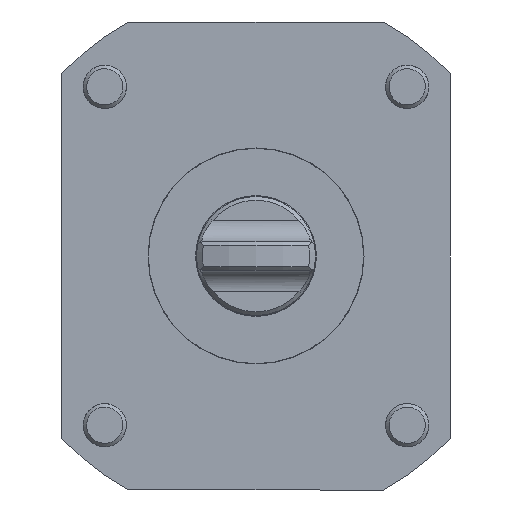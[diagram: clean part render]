
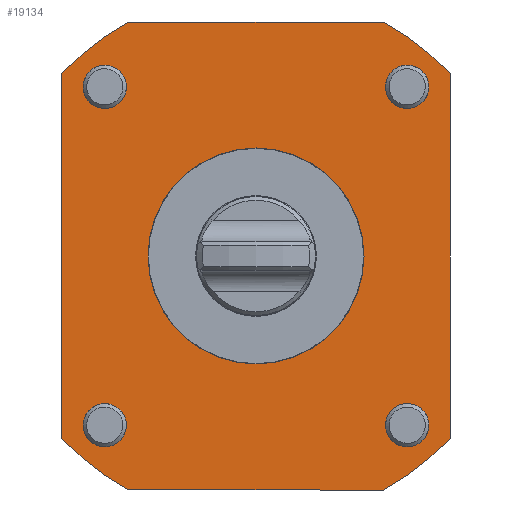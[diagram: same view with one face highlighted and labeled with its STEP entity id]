
A CAD part, front view. The second image highlights one B-rep face of the part: STEP entity #19134.
In plain terms, the highlighted planar face has unit normal (0, -1, 0).
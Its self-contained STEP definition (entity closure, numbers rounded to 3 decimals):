
#121 = VECTOR ( 'NONE', #4387, 1000. ) ;
#298 = DIRECTION ( 'NONE',  ( 0., 0., 1. ) ) ;
#394 = CARTESIAN_POINT ( 'NONE',  ( 0., 0., 65. ) ) ;
#770 = CARTESIAN_POINT ( 'NONE',  ( 35.369, 0., 65. ) ) ;
#929 = AXIS2_PLACEMENT_3D ( 'NONE', #18669, #15828, #9770 ) ;
#935 = CIRCLE ( 'NONE', #4188, 6. ) ;
#974 = DIRECTION ( 'NONE',  ( 0., 0., 1. ) ) ;
#1028 = CARTESIAN_POINT ( 'NONE',  ( -42., 0., -47. ) ) ;
#1207 = CARTESIAN_POINT ( 'NONE',  ( -54., 0., 0. ) ) ;
#1545 = VERTEX_POINT ( 'NONE', #9149 ) ;
#1731 = ORIENTED_EDGE ( 'NONE', *, *, #8272, .T. ) ;
#1836 = EDGE_LOOP ( 'NONE', ( #16558 ) ) ;
#1847 = FACE_BOUND ( 'NONE', #1836, .T. ) ;
#1851 = CARTESIAN_POINT ( 'NONE',  ( 42., 0., 47. ) ) ;
#2016 = CARTESIAN_POINT ( 'NONE',  ( -54., 0., -50.596 ) ) ;
#2109 = AXIS2_PLACEMENT_3D ( 'NONE', #1028, #15010, #16445 ) ;
#2131 = ORIENTED_EDGE ( 'NONE', *, *, #2470, .F. ) ;
#2236 = EDGE_LOOP ( 'NONE', ( #8188 ) ) ;
#2336 = CARTESIAN_POINT ( 'NONE',  ( 0., 0., 0. ) ) ;
#2470 = EDGE_CURVE ( 'NONE', #6597, #6597, #5346, .T. ) ;
#2727 = VERTEX_POINT ( 'NONE', #4060 ) ;
#2809 = EDGE_CURVE ( 'NONE', #8427, #8427, #3407, .T. ) ;
#2920 = CIRCLE ( 'NONE', #16781, 74. ) ;
#3275 = FACE_BOUND ( 'NONE', #4103, .T. ) ;
#3407 = CIRCLE ( 'NONE', #2109, 6. ) ;
#3620 = CARTESIAN_POINT ( 'NONE',  ( 54., 0., 0. ) ) ;
#4060 = CARTESIAN_POINT ( 'NONE',  ( -29.935, 0., 0. ) ) ;
#4103 = EDGE_LOOP ( 'NONE', ( #12913 ) ) ;
#4188 = AXIS2_PLACEMENT_3D ( 'NONE', #15715, #15911, #5277 ) ;
#4243 = EDGE_CURVE ( 'NONE', #13607, #16956, #19901, .T. ) ;
#4387 = DIRECTION ( 'NONE',  ( 0., 0., 1. ) ) ;
#4691 = AXIS2_PLACEMENT_3D ( 'NONE', #1851, #16034, #15927 ) ;
#5127 = DIRECTION ( 'NONE',  ( 0., -1., 0. ) ) ;
#5151 = CARTESIAN_POINT ( 'NONE',  ( -35.369, 0., -65. ) ) ;
#5222 = DIRECTION ( 'NONE',  ( 0., 0., 1. ) ) ;
#5277 = DIRECTION ( 'NONE',  ( 1., 0., 0. ) ) ;
#5297 = EDGE_CURVE ( 'NONE', #13446, #13446, #13381, .T. ) ;
#5326 = CARTESIAN_POINT ( 'NONE',  ( -42., 0., 47. ) ) ;
#5346 = CIRCLE ( 'NONE', #19220, 6. ) ;
#5383 = CARTESIAN_POINT ( 'NONE',  ( 35.369, 0., -65. ) ) ;
#5825 = CARTESIAN_POINT ( 'NONE',  ( -54., 0., 50.596 ) ) ;
#6049 = DIRECTION ( 'NONE',  ( -1., 0., 0. ) ) ;
#6166 = VERTEX_POINT ( 'NONE', #13098 ) ;
#6293 = LINE ( 'NONE', #394, #14989 ) ;
#6319 = FACE_OUTER_BOUND ( 'NONE', #9614, .T. ) ;
#6500 = CARTESIAN_POINT ( 'NONE',  ( -36., 0., -47. ) ) ;
#6597 = VERTEX_POINT ( 'NONE', #6703 ) ;
#6703 = CARTESIAN_POINT ( 'NONE',  ( -36., 0., 47. ) ) ;
#6782 = EDGE_CURVE ( 'NONE', #6166, #19039, #17645, .T. ) ;
#7930 = DIRECTION ( 'NONE',  ( 0., -1., 0. ) ) ;
#8054 = FACE_BOUND ( 'NONE', #9044, .T. ) ;
#8188 = ORIENTED_EDGE ( 'NONE', *, *, #8775, .F. ) ;
#8272 = EDGE_CURVE ( 'NONE', #16956, #1545, #13188, .T. ) ;
#8382 = DIRECTION ( 'NONE',  ( 0., -1., 0. ) ) ;
#8427 = VERTEX_POINT ( 'NONE', #6500 ) ;
#8775 = EDGE_CURVE ( 'NONE', #16313, #16313, #935, .T. ) ;
#8833 = DIRECTION ( 'NONE',  ( 0., -1., 0. ) ) ;
#9044 = EDGE_LOOP ( 'NONE', ( #9998 ) ) ;
#9149 = CARTESIAN_POINT ( 'NONE',  ( 54., 0., -50.596 ) ) ;
#9614 = EDGE_LOOP ( 'NONE', ( #18951, #12122, #15816, #17234, #18034, #18365, #1731, #10400 ) ) ;
#9770 = DIRECTION ( 'NONE',  ( 0., 0., 1. ) ) ;
#9998 = ORIENTED_EDGE ( 'NONE', *, *, #16184, .T. ) ;
#10247 = CIRCLE ( 'NONE', #12467, 29.935 ) ;
#10368 = VERTEX_POINT ( 'NONE', #770 ) ;
#10400 = ORIENTED_EDGE ( 'NONE', *, *, #11933, .T. ) ;
#11224 = DIRECTION ( 'NONE',  ( 0., -1., 0. ) ) ;
#11233 = DIRECTION ( 'NONE',  ( 1., 0., 0. ) ) ;
#11490 = AXIS2_PLACEMENT_3D ( 'NONE', #2336, #8833, #13456 ) ;
#11497 = DIRECTION ( 'NONE',  ( 1., 0., 0. ) ) ;
#11933 = EDGE_CURVE ( 'NONE', #1545, #17206, #18916, .T. ) ;
#12052 = LINE ( 'NONE', #1207, #121 ) ;
#12122 = ORIENTED_EDGE ( 'NONE', *, *, #14414, .F. ) ;
#12204 = CARTESIAN_POINT ( 'NONE',  ( 0., 0., 0. ) ) ;
#12390 = DIRECTION ( 'NONE',  ( 1., 0., 0. ) ) ;
#12467 = AXIS2_PLACEMENT_3D ( 'NONE', #12204, #16667, #6049 ) ;
#12475 = FACE_BOUND ( 'NONE', #16880, .T. ) ;
#12801 = CARTESIAN_POINT ( 'NONE',  ( 0., 0., 0. ) ) ;
#12913 = ORIENTED_EDGE ( 'NONE', *, *, #2809, .F. ) ;
#13098 = CARTESIAN_POINT ( 'NONE',  ( -35.369, 0., 65. ) ) ;
#13188 = CIRCLE ( 'NONE', #13844, 74. ) ;
#13381 = CIRCLE ( 'NONE', #4691, 6. ) ;
#13446 = VERTEX_POINT ( 'NONE', #17833 ) ;
#13456 = DIRECTION ( 'NONE',  ( 0., 0., 1. ) ) ;
#13483 = CARTESIAN_POINT ( 'NONE',  ( 0., 0., 0. ) ) ;
#13607 = VERTEX_POINT ( 'NONE', #5151 ) ;
#13629 = VECTOR ( 'NONE', #974, 1000. ) ;
#13844 = AXIS2_PLACEMENT_3D ( 'NONE', #12801, #5127, #5222 ) ;
#14006 = CARTESIAN_POINT ( 'NONE',  ( 0., 0., -65. ) ) ;
#14154 = CARTESIAN_POINT ( 'NONE',  ( 0., 0., 0. ) ) ;
#14314 = EDGE_CURVE ( 'NONE', #19467, #19039, #12052, .T. ) ;
#14414 = EDGE_CURVE ( 'NONE', #6166, #10368, #6293, .T. ) ;
#14989 = VECTOR ( 'NONE', #11233, 1000. ) ;
#15010 = DIRECTION ( 'NONE',  ( 0., -1., 0. ) ) ;
#15529 = FACE_BOUND ( 'NONE', #2236, .T. ) ;
#15704 = CIRCLE ( 'NONE', #11490, 74. ) ;
#15715 = CARTESIAN_POINT ( 'NONE',  ( 42., 0., -47. ) ) ;
#15782 = VECTOR ( 'NONE', #12390, 1000. ) ;
#15816 = ORIENTED_EDGE ( 'NONE', *, *, #6782, .T. ) ;
#15828 = DIRECTION ( 'NONE',  ( 0., -1., 0. ) ) ;
#15873 = CARTESIAN_POINT ( 'NONE',  ( 54., 0., 50.596 ) ) ;
#15911 = DIRECTION ( 'NONE',  ( 0., -1., 0. ) ) ;
#15927 = DIRECTION ( 'NONE',  ( 1., 0., 0. ) ) ;
#16022 = AXIS2_PLACEMENT_3D ( 'NONE', #14154, #11224, #298 ) ;
#16034 = DIRECTION ( 'NONE',  ( 0., -1., 0. ) ) ;
#16184 = EDGE_CURVE ( 'NONE', #2727, #2727, #10247, .T. ) ;
#16313 = VERTEX_POINT ( 'NONE', #19225 ) ;
#16445 = DIRECTION ( 'NONE',  ( 1., 0., 0. ) ) ;
#16558 = ORIENTED_EDGE ( 'NONE', *, *, #5297, .F. ) ;
#16644 = DIRECTION ( 'NONE',  ( 0., 0., 1. ) ) ;
#16667 = DIRECTION ( 'NONE',  ( 0., 1., 0. ) ) ;
#16781 = AXIS2_PLACEMENT_3D ( 'NONE', #13483, #7930, #16644 ) ;
#16880 = EDGE_LOOP ( 'NONE', ( #2131 ) ) ;
#16906 = EDGE_CURVE ( 'NONE', #19467, #13607, #15704, .T. ) ;
#16956 = VERTEX_POINT ( 'NONE', #5383 ) ;
#17206 = VERTEX_POINT ( 'NONE', #15873 ) ;
#17234 = ORIENTED_EDGE ( 'NONE', *, *, #14314, .F. ) ;
#17645 = CIRCLE ( 'NONE', #16022, 74. ) ;
#17833 = CARTESIAN_POINT ( 'NONE',  ( 48., 0., 47. ) ) ;
#18034 = ORIENTED_EDGE ( 'NONE', *, *, #16906, .T. ) ;
#18365 = ORIENTED_EDGE ( 'NONE', *, *, #4243, .T. ) ;
#18669 = CARTESIAN_POINT ( 'NONE',  ( 0., 0., 0. ) ) ;
#18861 = PLANE ( 'NONE',  #929 ) ;
#18916 = LINE ( 'NONE', #3620, #13629 ) ;
#18951 = ORIENTED_EDGE ( 'NONE', *, *, #19966, .T. ) ;
#19039 = VERTEX_POINT ( 'NONE', #5825 ) ;
#19134 = ADVANCED_FACE ( 'Defeature completata1_4', ( #6319, #15529, #3275, #1847, #12475, #8054 ), #18861, .T. ) ;
#19220 = AXIS2_PLACEMENT_3D ( 'NONE', #5326, #8382, #11497 ) ;
#19225 = CARTESIAN_POINT ( 'NONE',  ( 48., 0., -47. ) ) ;
#19467 = VERTEX_POINT ( 'NONE', #2016 ) ;
#19901 = LINE ( 'NONE', #14006, #15782 ) ;
#19966 = EDGE_CURVE ( 'NONE', #17206, #10368, #2920, .T. ) ;
